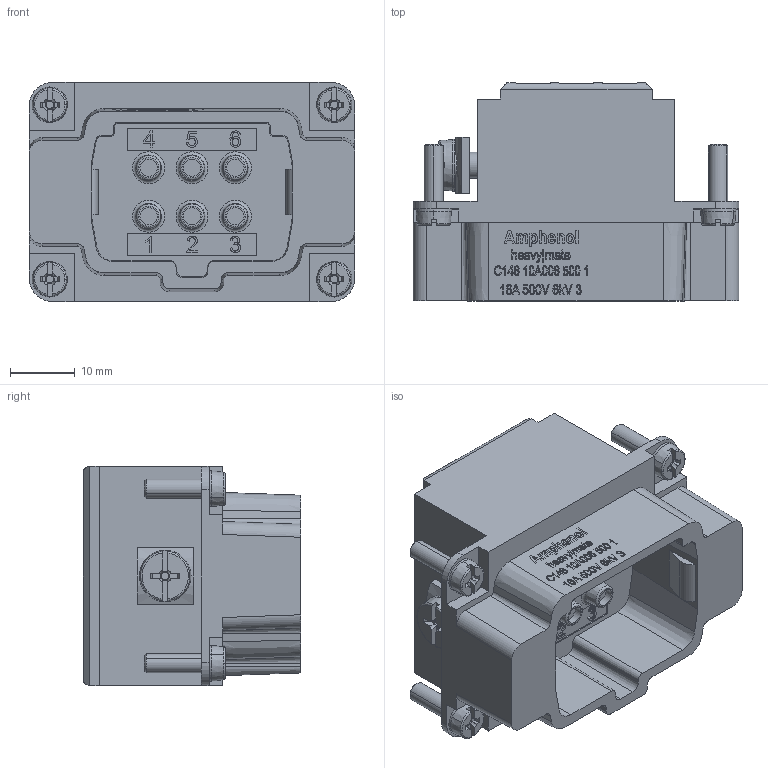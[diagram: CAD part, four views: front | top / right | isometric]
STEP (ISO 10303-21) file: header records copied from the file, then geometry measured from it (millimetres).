
FILE_DESCRIPTION(/* description */ (''),/* implementation_level */ '2;1');
FILE_NAME(/* name */ 'c146 10a006 500 1_c3d.stp',/* time_stamp */ '2018-08-16T10:47:09+02:00',/* author */ (''),/* organization */ (''),/* preprocessor_version */ 'ST-DEVELOPER v16',/* originating_system */ 'SIEMENS PLM Software NX 11.0',/* authorisation */ '');
FILE_SCHEMA (('AUTOMOTIVE_DESIGN { 1 0 10303 214 3 1 1 1 }'));
Length unit declared in the file: millimetre
Products named in the file (1): 13245nxs001-01
Bounding box: 50.4 x 33.7 x 33.9 mm (x, y, z)
Volume: 28277.5 mm3; surface area: 10912.6 mm2
Topology: 1 solids, 1 shells, 985 faces, 2533 edges, 1667 vertices
Faces by surface type: plane 602, extrusion 193, cone 88, cylinder 72, torus 28, bspline 2
Full cylindrical faces by diameter (mm): 2.7 x6, 3.3 x1, 4 x2, 8 x1
Entity records: 34530 total; most frequent: CARTESIAN_POINT 11573, ORIENTED_EDGE 4982, DIRECTION 4026, EDGE_CURVE 2491, VECTOR 1798, VERTEX_POINT 1655, LINE 1605, EDGE_LOOP 1132
